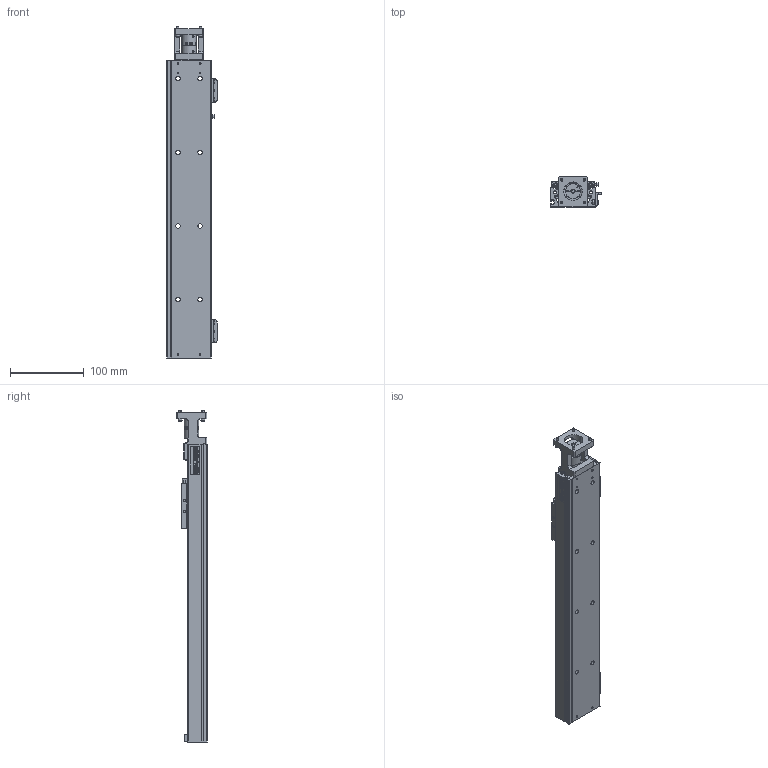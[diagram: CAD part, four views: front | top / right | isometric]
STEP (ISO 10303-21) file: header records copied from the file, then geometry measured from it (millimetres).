
FILE_DESCRIPTION (( 'STEP AP214' ), '1' );
FILE_NAME ('LAVL2-60T12LP2.step', '2017-08-21T19:45:39', ( '' ), ( '' ), 'SwSTEP 2.0', 'SolidWorks 2017', '' );
FILE_SCHEMA (( 'AUTOMOTIVE_DESIGN' ));
Length unit declared in the file: inch
Products named in the file (3): LAVL2-60T12LP2_BLOCK; LAVL2-60T12LP2_BODY; LAVL2-60T12LP2
Assembly tree (2 placements, depth 2):
  LAVL2-60T12LP2
    LAVL2-60T12LP2_BODY
    LAVL2-60T12LP2_BLOCK
Bounding box: 68.15 x 40.94 x 450.8 mm (x, y, z)
Volume: 362400.2 mm3; surface area: 191499.8 mm2
Topology: 52 solids, 55 shells, 2128 faces, 5419 edges, 3512 vertices
Faces by surface type: plane 1295, cylinder 525, cone 232, bspline 52, torus 24
Entity records: 67123 total; most frequent: CARTESIAN_POINT 14032, DIRECTION 10849, ORIENTED_EDGE 10806, EDGE_CURVE 5403, VECTOR 3659, LINE 3659, AXIS2_PLACEMENT_3D 3595, VERTEX_POINT 3512
